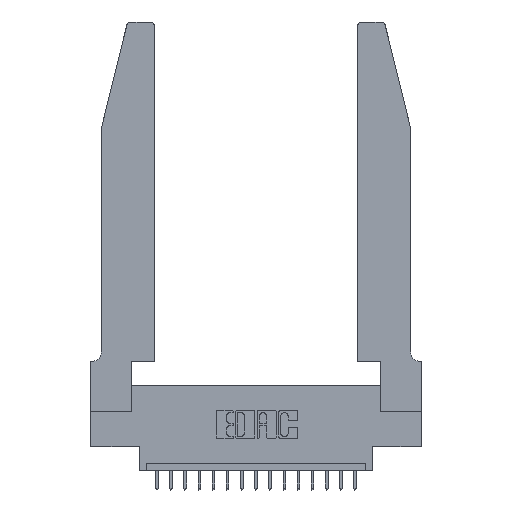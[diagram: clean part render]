
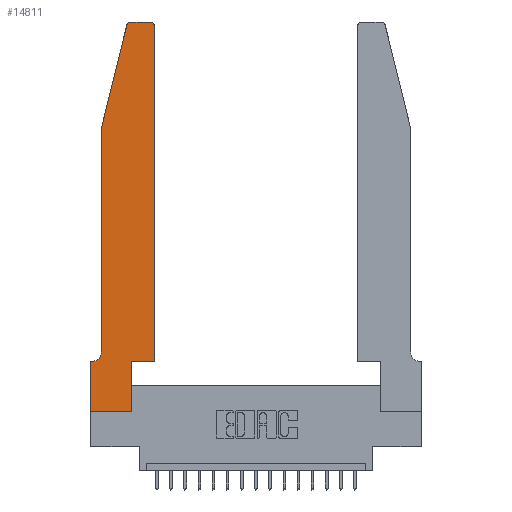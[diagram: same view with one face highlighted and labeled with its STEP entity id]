
A CAD part, top view. The second image highlights one B-rep face of the part: STEP entity #14811.
In plain terms, the highlighted planar face has unit normal (0, 0, 1).
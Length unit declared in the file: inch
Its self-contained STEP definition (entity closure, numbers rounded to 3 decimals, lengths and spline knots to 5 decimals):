
#270 = DIRECTION ( 'NONE',  ( 0., 1., 0. ) ) ;
#363 = DIRECTION ( 'NONE',  ( -1., 0., 0. ) ) ;
#472 = EDGE_CURVE ( 'NONE', #15253, #7657, #2391, .T. ) ;
#547 = ORIENTED_EDGE ( 'NONE', *, *, #9428, .T. ) ;
#769 = AXIS2_PLACEMENT_3D ( 'NONE', #4675, #4869, #7890 ) ;
#1406 = ORIENTED_EDGE ( 'NONE', *, *, #6151, .T. ) ;
#1414 = CARTESIAN_POINT ( 'NONE',  ( 0.25487, 2.72718, 0.37 ) ) ;
#1607 = VERTEX_POINT ( 'NONE', #5165 ) ;
#1631 = ORIENTED_EDGE ( 'NONE', *, *, #472, .T. ) ;
#1684 = CARTESIAN_POINT ( 'NONE',  ( 0.4505, 0.35, 0.37 ) ) ;
#2379 = DIRECTION ( 'NONE',  ( 0., -1., 0. ) ) ;
#2391 = LINE ( 'NONE', #13088, #15223 ) ;
#2427 = EDGE_CURVE ( 'NONE', #7657, #13605, #7636, .T. ) ;
#2677 = LINE ( 'NONE', #2889, #17519 ) ;
#2716 = ORIENTED_EDGE ( 'NONE', *, *, #15242, .T. ) ;
#2732 = DIRECTION ( 'NONE',  ( 1., 0., 0. ) ) ;
#2837 = CARTESIAN_POINT ( 'NONE',  ( 0., 0., 0.37 ) ) ;
#2889 = CARTESIAN_POINT ( 'NONE',  ( 0.0755, 2., 0.37 ) ) ;
#3256 = EDGE_CURVE ( 'NONE', #11436, #15253, #14512, .T. ) ;
#3672 = VECTOR ( 'NONE', #14109, 39.37008 ) ;
#4430 = AXIS2_PLACEMENT_3D ( 'NONE', #18188, #5704, #19672 ) ;
#4432 = LINE ( 'NONE', #16816, #4755 ) ;
#4507 = DIRECTION ( 'NONE',  ( -0.239, -0.971, 0. ) ) ;
#4571 = CARTESIAN_POINT ( 'NONE',  ( 0.2865, 0., 0.37 ) ) ;
#4612 = CARTESIAN_POINT ( 'NONE',  ( 0.4505, 0.35, 0.37 ) ) ;
#4675 = CARTESIAN_POINT ( 'NONE',  ( 0.4205, 2.72, 0.37 ) ) ;
#4755 = VECTOR ( 'NONE', #10602, 39.37008 ) ;
#4869 = DIRECTION ( 'NONE',  ( 0., 0., 1. ) ) ;
#4953 = CARTESIAN_POINT ( 'NONE',  ( 0.4505, 2.72, 0.37 ) ) ;
#5165 = CARTESIAN_POINT ( 'NONE',  ( 0.0055, 0.35, 0.37 ) ) ;
#5187 = DIRECTION ( 'NONE',  ( 0., 0., 1. ) ) ;
#5238 = EDGE_CURVE ( 'NONE', #16662, #9476, #2677, .T. ) ;
#5511 = FACE_OUTER_BOUND ( 'NONE', #7650, .T. ) ;
#5645 = DIRECTION ( 'NONE',  ( 0., 1., 0. ) ) ;
#5704 = DIRECTION ( 'NONE',  ( 0., 0., 1. ) ) ;
#6012 = VECTOR ( 'NONE', #2732, 39.37008 ) ;
#6151 = EDGE_CURVE ( 'NONE', #15334, #19044, #11388, .T. ) ;
#6375 = AXIS2_PLACEMENT_3D ( 'NONE', #14179, #16907, #7633 ) ;
#7016 = ORIENTED_EDGE ( 'NONE', *, *, #13557, .T. ) ;
#7633 = DIRECTION ( 'NONE',  ( -1., 0., 0. ) ) ;
#7636 = LINE ( 'NONE', #1684, #11043 ) ;
#7650 = EDGE_LOOP ( 'NONE', ( #1406, #15868, #19471, #2716, #13246, #15049, #547, #7016, #19498, #1631, #19516, #11928 ) ) ;
#7657 = VERTEX_POINT ( 'NONE', #4612 ) ;
#7890 = DIRECTION ( 'NONE',  ( 1., 0., 0. ) ) ;
#7954 = CARTESIAN_POINT ( 'NONE',  ( 0.2605, 2.75, 0.37 ) ) ;
#8201 = CARTESIAN_POINT ( 'NONE',  ( 0.284, 2.72, 0.37 ) ) ;
#8535 = EDGE_CURVE ( 'NONE', #13605, #15334, #17801, .T. ) ;
#8553 = DIRECTION ( 'NONE',  ( 1., 0., 0. ) ) ;
#9195 = CARTESIAN_POINT ( 'NONE',  ( 0.2865, 0.35, 0.37 ) ) ;
#9231 = VERTEX_POINT ( 'NONE', #14443 ) ;
#9428 = EDGE_CURVE ( 'NONE', #9958, #9231, #16201, .T. ) ;
#9476 = VERTEX_POINT ( 'NONE', #19308 ) ;
#9806 = VECTOR ( 'NONE', #5645, 39.37008 ) ;
#9927 = CARTESIAN_POINT ( 'NONE',  ( 0.284, 2.75, 0.37 ) ) ;
#9958 = VERTEX_POINT ( 'NONE', #11740 ) ;
#10195 = CARTESIAN_POINT ( 'NONE',  ( 0.2865, 0.35, 0.37 ) ) ;
#10602 = DIRECTION ( 'NONE',  ( 0., -1., 0. ) ) ;
#11043 = VECTOR ( 'NONE', #270, 39.37008 ) ;
#11333 = DIRECTION ( 'NONE',  ( 1., 0., 0. ) ) ;
#11388 = LINE ( 'NONE', #7954, #3672 ) ;
#11436 = VERTEX_POINT ( 'NONE', #4571 ) ;
#11480 = CARTESIAN_POINT ( 'NONE',  ( 0., 0., 0.37 ) ) ;
#11732 = VECTOR ( 'NONE', #2379, 39.37008 ) ;
#11740 = CARTESIAN_POINT ( 'NONE',  ( 0., 0.35, 0.37 ) ) ;
#11928 = ORIENTED_EDGE ( 'NONE', *, *, #8535, .T. ) ;
#11984 = CARTESIAN_POINT ( 'NONE',  ( 0.4205, 2.75, 0.37 ) ) ;
#12280 = CARTESIAN_POINT ( 'NONE',  ( 0.0755, 0.42, 0.37 ) ) ;
#13088 = CARTESIAN_POINT ( 'NONE',  ( 0.4505, 0.35, 0.37 ) ) ;
#13246 = ORIENTED_EDGE ( 'NONE', *, *, #15669, .T. ) ;
#13310 = EDGE_CURVE ( 'NONE', #19044, #16662, #15671, .T. ) ;
#13557 = EDGE_CURVE ( 'NONE', #9231, #11436, #16645, .T. ) ;
#13605 = VERTEX_POINT ( 'NONE', #4953 ) ;
#14087 = LINE ( 'NONE', #14389, #15746 ) ;
#14105 = CIRCLE ( 'NONE', #6375, 0.07 ) ;
#14109 = DIRECTION ( 'NONE',  ( -1., 0., 0. ) ) ;
#14179 = CARTESIAN_POINT ( 'NONE',  ( 0.0055, 0.42, 0.37 ) ) ;
#14389 = CARTESIAN_POINT ( 'NONE',  ( 0.0755, 0.35, 0.37 ) ) ;
#14443 = CARTESIAN_POINT ( 'NONE',  ( 0., 0., 0.37 ) ) ;
#14512 = LINE ( 'NONE', #10195, #9806 ) ;
#14811 = ADVANCED_FACE ( 'NONE', ( #5511 ), #17776, .T. ) ;
#15049 = ORIENTED_EDGE ( 'NONE', *, *, #16696, .T. ) ;
#15223 = VECTOR ( 'NONE', #8553, 39.37008 ) ;
#15242 = EDGE_CURVE ( 'NONE', #9476, #19636, #4432, .T. ) ;
#15253 = VERTEX_POINT ( 'NONE', #9195 ) ;
#15334 = VERTEX_POINT ( 'NONE', #11984 ) ;
#15669 = EDGE_CURVE ( 'NONE', #19636, #1607, #14105, .T. ) ;
#15671 = CIRCLE ( 'NONE', #19822, 0.03 ) ;
#15746 = VECTOR ( 'NONE', #363, 39.37008 ) ;
#15868 = ORIENTED_EDGE ( 'NONE', *, *, #13310, .T. ) ;
#16201 = LINE ( 'NONE', #11480, #11732 ) ;
#16645 = LINE ( 'NONE', #2837, #6012 ) ;
#16662 = VERTEX_POINT ( 'NONE', #1414 ) ;
#16696 = EDGE_CURVE ( 'NONE', #1607, #9958, #14087, .T. ) ;
#16816 = CARTESIAN_POINT ( 'NONE',  ( 0.0755, 2., 0.37 ) ) ;
#16907 = DIRECTION ( 'NONE',  ( 0., 0., -1. ) ) ;
#17519 = VECTOR ( 'NONE', #4507, 39.37008 ) ;
#17776 = PLANE ( 'NONE',  #4430 ) ;
#17801 = CIRCLE ( 'NONE', #769, 0.03 ) ;
#18188 = CARTESIAN_POINT ( 'NONE',  ( 0., 0.35, 0.37 ) ) ;
#19044 = VERTEX_POINT ( 'NONE', #9927 ) ;
#19308 = CARTESIAN_POINT ( 'NONE',  ( 0.0755, 2., 0.37 ) ) ;
#19471 = ORIENTED_EDGE ( 'NONE', *, *, #5238, .T. ) ;
#19498 = ORIENTED_EDGE ( 'NONE', *, *, #3256, .T. ) ;
#19516 = ORIENTED_EDGE ( 'NONE', *, *, #2427, .T. ) ;
#19636 = VERTEX_POINT ( 'NONE', #12280 ) ;
#19672 = DIRECTION ( 'NONE',  ( 1., 0., 0. ) ) ;
#19822 = AXIS2_PLACEMENT_3D ( 'NONE', #8201, #5187, #11333 ) ;
